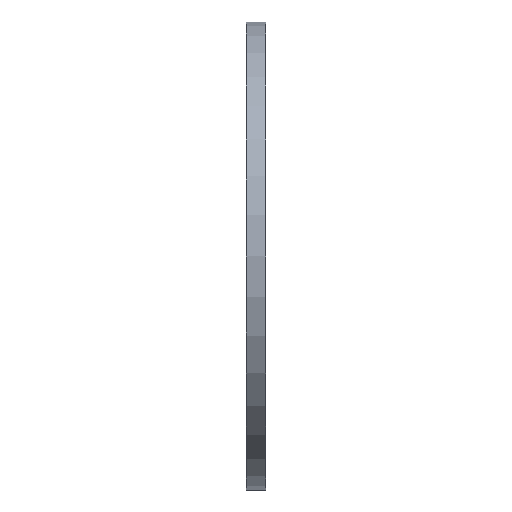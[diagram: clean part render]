
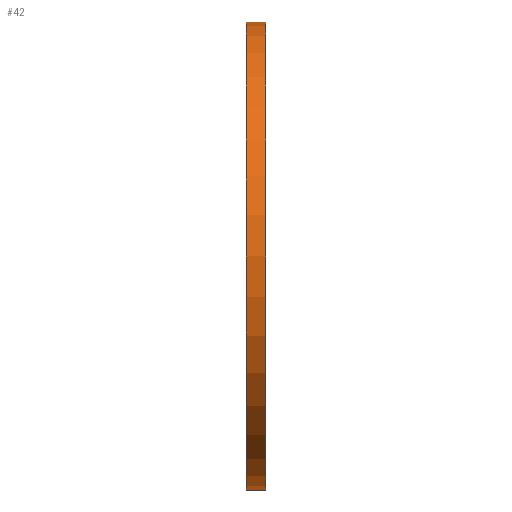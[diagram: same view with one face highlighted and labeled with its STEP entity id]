
A CAD part, left-side view. The second image highlights one B-rep face of the part: STEP entity #42.
In plain terms, the highlighted cylindrical face has radius 756 mm (diameter 1512 mm), a partial arc.
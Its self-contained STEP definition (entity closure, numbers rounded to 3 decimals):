
#42 = ADVANCED_FACE ( 'NONE', ( #468 ), #2312, .T. ) ;
#114 = CARTESIAN_POINT ( 'NONE',  ( 0., 0., 0. ) ) ;
#116 = CIRCLE ( 'NONE', #617, 756. ) ;
#200 = ORIENTED_EDGE ( 'NONE', *, *, #2097, .T. ) ;
#232 = LINE ( 'NONE', #609, #900 ) ;
#312 = DIRECTION ( 'NONE',  ( 0., 0., -1. ) ) ;
#323 = EDGE_CURVE ( 'NONE', #530, #1844, #232, .T. ) ;
#396 = ORIENTED_EDGE ( 'NONE', *, *, #1252, .F. ) ;
#418 = DIRECTION ( 'NONE',  ( 0., 0., -1. ) ) ;
#468 = FACE_OUTER_BOUND ( 'NONE', #1712, .T. ) ;
#469 = DIRECTION ( 'NONE',  ( 0., -1., 0. ) ) ;
#472 = CARTESIAN_POINT ( 'NONE',  ( 0., 0., -756. ) ) ;
#530 = VERTEX_POINT ( 'NONE', #2361 ) ;
#546 = CARTESIAN_POINT ( 'NONE',  ( 0., 63., 0. ) ) ;
#609 = CARTESIAN_POINT ( 'NONE',  ( 0., 0., -756. ) ) ;
#617 = AXIS2_PLACEMENT_3D ( 'NONE', #546, #728, #1638 ) ;
#671 = VERTEX_POINT ( 'NONE', #1703 ) ;
#690 = CARTESIAN_POINT ( 'NONE',  ( 0., 0., 756. ) ) ;
#705 = AXIS2_PLACEMENT_3D ( 'NONE', #1502, #2093, #418 ) ;
#727 = VECTOR ( 'NONE', #1795, 1000. ) ;
#728 = DIRECTION ( 'NONE',  ( 0., -1., 0. ) ) ;
#755 = AXIS2_PLACEMENT_3D ( 'NONE', #114, #868, #312 ) ;
#868 = DIRECTION ( 'NONE',  ( 0., -1., 0. ) ) ;
#872 = ORIENTED_EDGE ( 'NONE', *, *, #323, .T. ) ;
#900 = VECTOR ( 'NONE', #469, 1000. ) ;
#1252 = EDGE_CURVE ( 'NONE', #671, #1944, #1662, .T. ) ;
#1502 = CARTESIAN_POINT ( 'NONE',  ( 0., 0., 0. ) ) ;
#1550 = CARTESIAN_POINT ( 'NONE',  ( 0., 0., 756. ) ) ;
#1638 = DIRECTION ( 'NONE',  ( 0., 0., -1. ) ) ;
#1662 = LINE ( 'NONE', #690, #727 ) ;
#1703 = CARTESIAN_POINT ( 'NONE',  ( 0., 63., 756. ) ) ;
#1712 = EDGE_LOOP ( 'NONE', ( #396, #200, #872, #1913 ) ) ;
#1795 = DIRECTION ( 'NONE',  ( 0., -1., 0. ) ) ;
#1844 = VERTEX_POINT ( 'NONE', #472 ) ;
#1913 = ORIENTED_EDGE ( 'NONE', *, *, #2307, .F. ) ;
#1944 = VERTEX_POINT ( 'NONE', #1550 ) ;
#2075 = CIRCLE ( 'NONE', #705, 756. ) ;
#2093 = DIRECTION ( 'NONE',  ( 0., -1., 0. ) ) ;
#2097 = EDGE_CURVE ( 'NONE', #671, #530, #116, .T. ) ;
#2307 = EDGE_CURVE ( 'NONE', #1944, #1844, #2075, .T. ) ;
#2312 = CYLINDRICAL_SURFACE ( 'NONE', #755, 756. ) ;
#2361 = CARTESIAN_POINT ( 'NONE',  ( 0., 63., -756. ) ) ;
